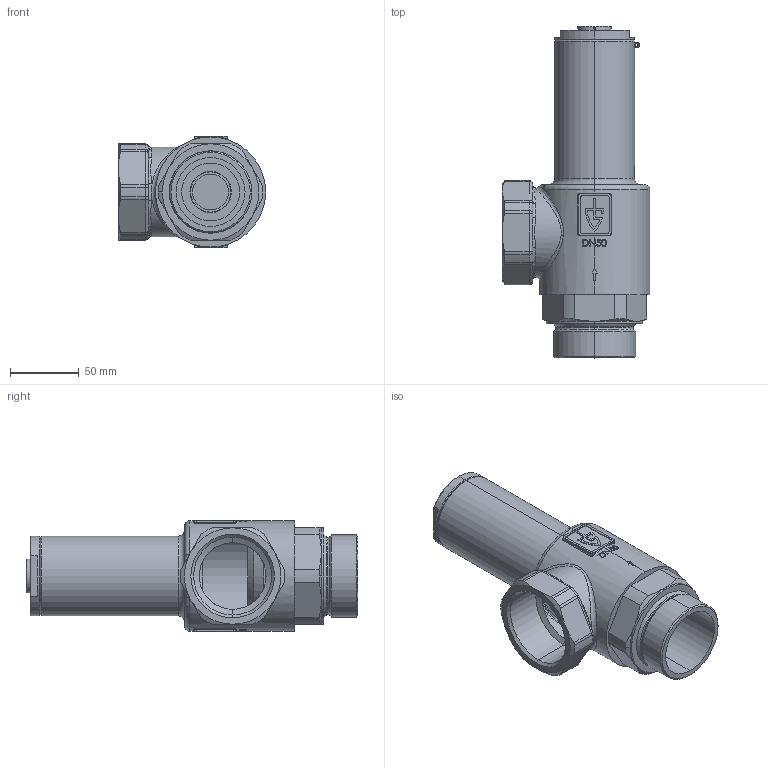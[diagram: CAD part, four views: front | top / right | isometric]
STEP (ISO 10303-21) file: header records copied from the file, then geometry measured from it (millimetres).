
FILE_DESCRIPTION (( 'STEP AP214' ), '1' );
FILE_NAME ('417tGFO-50-m+f-50+50 Dummy.STEP', '2013-01-30T15:14:43', ( 'Blankenhorn' ), ( '' ), 'SwSTEP 2.0', 'SolidWorks 2013', '' );
FILE_SCHEMA (( 'AUTOMOTIVE_DESIGN' ));
Length unit declared in the file: millimetre
Products named in the file (1): 417tGFO-50-m+f-50+50 Dummy
Bounding box: 107 x 241 x 81 mm (x, y, z)
Volume: 386036.2 mm3; surface area: 131930.4 mm2
Topology: 4 solids, 4 shells, 537 faces, 1337 edges, 834 vertices
Faces by surface type: plane 185, cylinder 156, bspline 86, cone 59, torus 51
Entity records: 27851 total; most frequent: CARTESIAN_POINT 9544, ORIENTED_EDGE 2670, DIRECTION 2464, EDGE_CURVE 1335, AXIS2_PLACEMENT_3D 948, VERTEX_POINT 834, EDGE_LOOP 579, VECTOR 568
